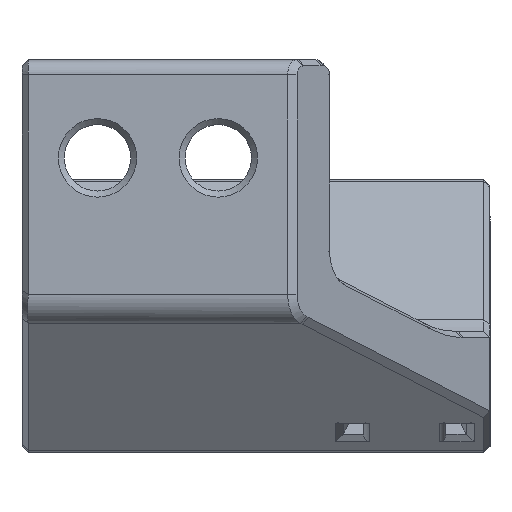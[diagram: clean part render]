
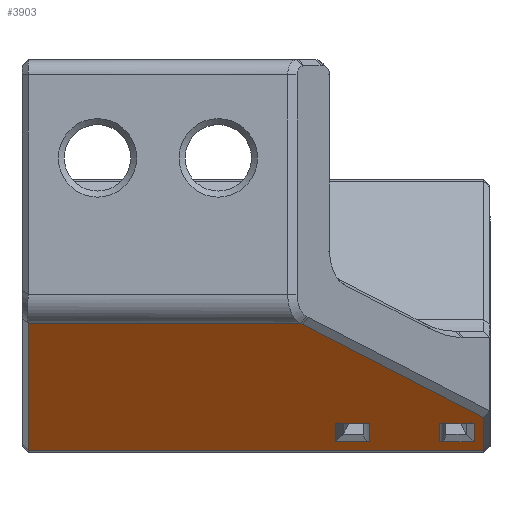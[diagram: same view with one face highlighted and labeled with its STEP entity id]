
A CAD part, left-side view. The second image highlights one B-rep face of the part: STEP entity #3903.
In plain terms, the highlighted planar face has unit normal (-0.316, 0, -0.949).
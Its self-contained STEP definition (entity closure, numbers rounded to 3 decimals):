
#15=ELLIPSE('',#4173,5.212,3.08);
#88=B_SPLINE_CURVE_WITH_KNOTS('',3,(#6003,#6004,#6005,#6006),
 .UNSPECIFIED.,.F.,.F.,(4,4),(-5.136,-5.034),
 .UNSPECIFIED.);
#312=FACE_BOUND('',#656,.T.);
#313=FACE_BOUND('',#657,.T.);
#400=FACE_OUTER_BOUND('',#655,.T.);
#655=EDGE_LOOP('',(#2882,#2883,#2884,#2885,#2886,#2887,#2888));
#656=EDGE_LOOP('',(#2889,#2890,#2891,#2892));
#657=EDGE_LOOP('',(#2893,#2894,#2895,#2896));
#991=LINE('',#5950,#1393);
#994=LINE('',#6015,#1396);
#998=LINE('',#6023,#1400);
#999=LINE('',#6027,#1401);
#1000=LINE('',#6028,#1402);
#1001=LINE('',#6031,#1403);
#1002=LINE('',#6033,#1404);
#1003=LINE('',#6035,#1405);
#1004=LINE('',#6036,#1406);
#1005=LINE('',#6039,#1407);
#1006=LINE('',#6041,#1408);
#1007=LINE('',#6043,#1409);
#1008=LINE('',#6044,#1410);
#1393=VECTOR('',#4762,10.);
#1396=VECTOR('',#4767,10.);
#1400=VECTOR('',#4773,10.);
#1401=VECTOR('',#4776,10.);
#1402=VECTOR('',#4777,10.);
#1403=VECTOR('',#4778,10.);
#1404=VECTOR('',#4779,10.);
#1405=VECTOR('',#4780,10.);
#1406=VECTOR('',#4781,10.);
#1407=VECTOR('',#4782,10.);
#1408=VECTOR('',#4783,10.);
#1409=VECTOR('',#4784,10.);
#1410=VECTOR('',#4785,10.);
#1758=VERTEX_POINT('',#5943);
#1761=VERTEX_POINT('',#5948);
#1764=VERTEX_POINT('',#5974);
#1766=VERTEX_POINT('',#6014);
#1769=VERTEX_POINT('',#6022);
#1770=VERTEX_POINT('',#6024);
#1771=VERTEX_POINT('',#6026);
#1772=VERTEX_POINT('',#6029);
#1773=VERTEX_POINT('',#6030);
#1774=VERTEX_POINT('',#6032);
#1775=VERTEX_POINT('',#6034);
#1776=VERTEX_POINT('',#6037);
#1777=VERTEX_POINT('',#6038);
#1778=VERTEX_POINT('',#6040);
#1779=VERTEX_POINT('',#6042);
#2156=EDGE_CURVE('',#1761,#1758,#991,.T.);
#2161=EDGE_CURVE('',#1764,#1761,#88,.T.);
#2163=EDGE_CURVE('',#1758,#1766,#994,.T.);
#2167=EDGE_CURVE('',#1769,#1764,#998,.T.);
#2168=EDGE_CURVE('',#1770,#1769,#15,.T.);
#2169=EDGE_CURVE('',#1771,#1770,#999,.T.);
#2170=EDGE_CURVE('',#1766,#1771,#1000,.T.);
#2171=EDGE_CURVE('',#1772,#1773,#1001,.T.);
#2172=EDGE_CURVE('',#1774,#1772,#1002,.T.);
#2173=EDGE_CURVE('',#1775,#1774,#1003,.T.);
#2174=EDGE_CURVE('',#1773,#1775,#1004,.T.);
#2175=EDGE_CURVE('',#1776,#1777,#1005,.T.);
#2176=EDGE_CURVE('',#1778,#1776,#1006,.T.);
#2177=EDGE_CURVE('',#1779,#1778,#1007,.T.);
#2178=EDGE_CURVE('',#1777,#1779,#1008,.T.);
#2882=ORIENTED_EDGE('',*,*,#2156,.F.);
#2883=ORIENTED_EDGE('',*,*,#2161,.F.);
#2884=ORIENTED_EDGE('',*,*,#2167,.F.);
#2885=ORIENTED_EDGE('',*,*,#2168,.F.);
#2886=ORIENTED_EDGE('',*,*,#2169,.F.);
#2887=ORIENTED_EDGE('',*,*,#2170,.F.);
#2888=ORIENTED_EDGE('',*,*,#2163,.F.);
#2889=ORIENTED_EDGE('',*,*,#2171,.F.);
#2890=ORIENTED_EDGE('',*,*,#2172,.F.);
#2891=ORIENTED_EDGE('',*,*,#2173,.F.);
#2892=ORIENTED_EDGE('',*,*,#2174,.F.);
#2893=ORIENTED_EDGE('',*,*,#2175,.F.);
#2894=ORIENTED_EDGE('',*,*,#2176,.F.);
#2895=ORIENTED_EDGE('',*,*,#2177,.F.);
#2896=ORIENTED_EDGE('',*,*,#2178,.F.);
#3765=PLANE('',#4172);
#3903=ADVANCED_FACE('',(#400,#312,#313),#3765,.F.);
#4172=AXIS2_PLACEMENT_3D('',#6021,#4771,#4772);
#4173=AXIS2_PLACEMENT_3D('',#6025,#4774,#4775);
#4762=DIRECTION('',(0.807,-0.525,-0.269));
#4767=DIRECTION('',(0.949,0.,-0.316));
#4771=DIRECTION('center_axis',(0.316,0.,0.949));
#4772=DIRECTION('ref_axis',(-0.949,0.,0.316));
#4773=DIRECTION('',(0.,-1.,0.));
#4774=DIRECTION('center_axis',(0.316,0.,0.949));
#4775=DIRECTION('ref_axis',(-0.504,-0.847,0.168));
#4776=DIRECTION('',(-0.949,0.,0.316));
#4777=DIRECTION('',(0.,1.,0.));
#4778=DIRECTION('',(-0.949,0.,0.316));
#4779=DIRECTION('',(0.,-1.,0.));
#4780=DIRECTION('',(0.949,0.,-0.316));
#4781=DIRECTION('',(0.,1.,0.));
#4782=DIRECTION('',(0.949,0.,-0.316));
#4783=DIRECTION('',(0.,1.,0.));
#4784=DIRECTION('',(-0.949,0.,0.316));
#4785=DIRECTION('',(0.,-1.,0.));
#5943=CARTESIAN_POINT('',(-51.892,-15.1,2.297));
#5948=CARTESIAN_POINT('',(-70.433,-3.048,8.478));
#5950=CARTESIAN_POINT('',(-62.631,-8.12,5.877));
#5974=CARTESIAN_POINT('',(-70.632,-2.921,8.544));
#6003=CARTESIAN_POINT('Ctrl Pts',(-70.632,-2.921,8.544));
#6004=CARTESIAN_POINT('Ctrl Pts',(-70.566,-2.963,8.522));
#6005=CARTESIAN_POINT('Ctrl Pts',(-70.499,-3.005,8.5));
#6006=CARTESIAN_POINT('Ctrl Pts',(-70.433,-3.048,8.478));
#6014=CARTESIAN_POINT('',(-45.308,-15.1,0.103));
#6015=CARTESIAN_POINT('',(-52.705,-15.1,2.568));
#6021=CARTESIAN_POINT('Origin',(-47.76,15.5,0.92));
#6022=CARTESIAN_POINT('',(-70.632,15.1,8.544));
#6023=CARTESIAN_POINT('',(-70.632,15.5,8.544));
#6024=CARTESIAN_POINT('',(-70.623,15.1,8.541));
#6025=CARTESIAN_POINT('Origin',(-72.225,10.391,9.075));
#6026=CARTESIAN_POINT('',(-45.308,15.1,0.103));
#6027=CARTESIAN_POINT('',(-6.805,15.1,-12.732));
#6028=CARTESIAN_POINT('',(-45.308,7.75,0.103));
#6029=CARTESIAN_POINT('',(-47.063,-7.526,0.688));
#6030=CARTESIAN_POINT('',(-50.668,-7.526,1.889));
#6031=CARTESIAN_POINT('',(-47.442,-7.526,0.814));
#6032=CARTESIAN_POINT('',(-47.063,-5.25,0.688));
#6033=CARTESIAN_POINT('',(-47.063,-13.6,0.688));
#6034=CARTESIAN_POINT('',(-50.668,-5.25,1.889));
#6035=CARTESIAN_POINT('',(-47.442,-5.25,0.814));
#6036=CARTESIAN_POINT('',(-50.668,-13.6,1.889));
#6037=CARTESIAN_POINT('',(-50.668,-12.174,1.889));
#6038=CARTESIAN_POINT('',(-47.063,-12.174,0.688));
#6039=CARTESIAN_POINT('',(-47.442,-12.174,0.814));
#6040=CARTESIAN_POINT('',(-50.668,-14.45,1.889));
#6041=CARTESIAN_POINT('',(-50.668,-13.6,1.889));
#6042=CARTESIAN_POINT('',(-47.063,-14.45,0.688));
#6043=CARTESIAN_POINT('',(-47.442,-14.45,0.814));
#6044=CARTESIAN_POINT('',(-47.063,-13.6,0.688));
